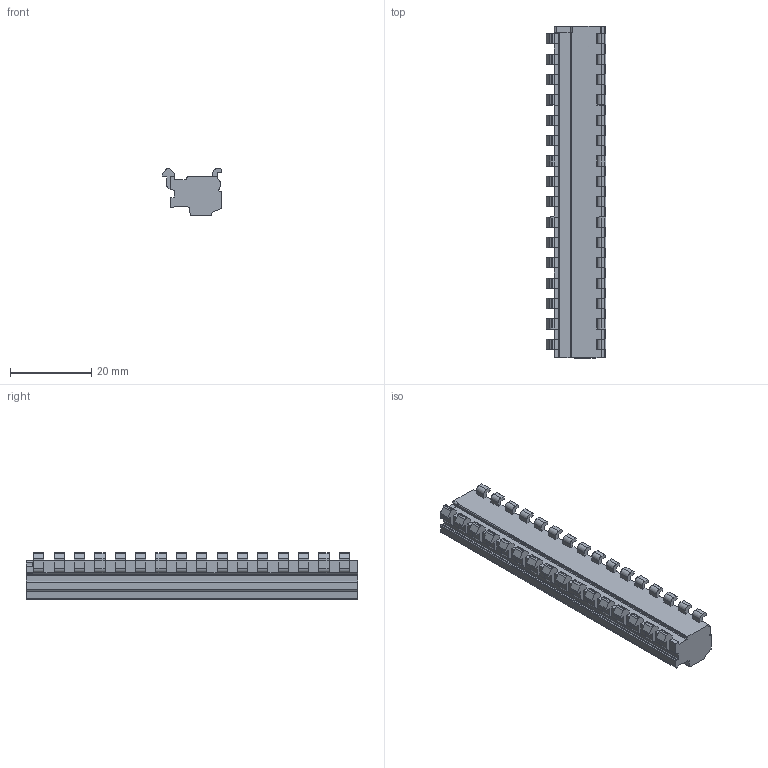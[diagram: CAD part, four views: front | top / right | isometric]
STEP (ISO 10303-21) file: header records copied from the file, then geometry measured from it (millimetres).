
FILE_DESCRIPTION((''),'2;1');
FILE_NAME('PRT0007','2024-10-15T13:19:15',('tluser'),(''),'CREO PARAMETRIC BY PTC INC, 2018100','CREO PARAMETRIC BY PTC INC, 2018100','');
FILE_SCHEMA(('CONFIG_CONTROL_DESIGN'));
Length unit declared in the file: millimetre
Products named in the file (1): PRT0007
Bounding box: 14.7 x 81.5 x 11.5 mm (x, y, z)
Volume: 8355.4 mm3; surface area: 4848.6 mm2
Topology: 1 solids, 1 shells, 711 faces, 1953 edges, 1292 vertices
Faces by surface type: plane 482, cylinder 197, cone 32
Entity records: 22745 total; most frequent: CARTESIAN_POINT 4244, ORIENTED_EDGE 3906, DIRECTION 3782, EDGE_CURVE 1953, VECTOR 1476, LINE 1476, VERTEX_POINT 1292, AXIS2_PLACEMENT_3D 1153
